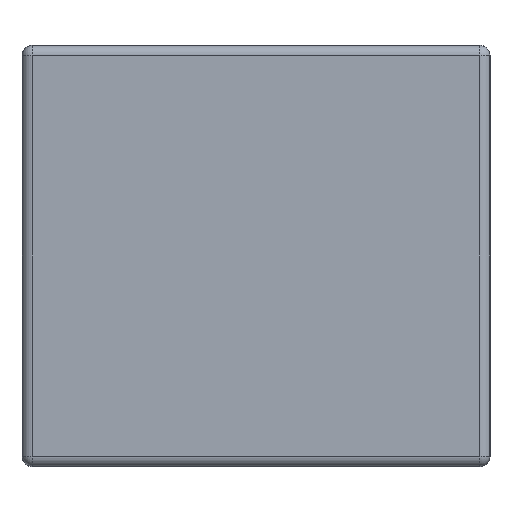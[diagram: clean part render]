
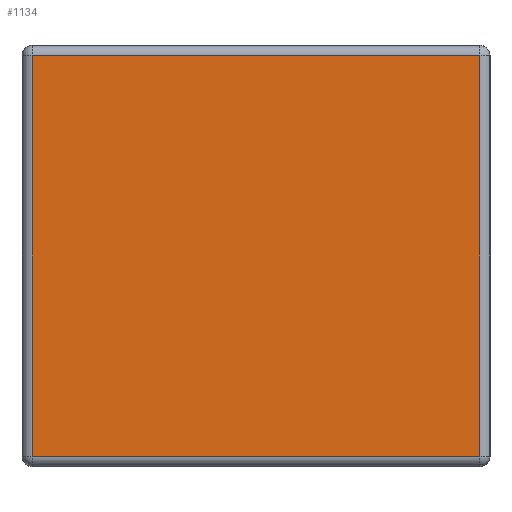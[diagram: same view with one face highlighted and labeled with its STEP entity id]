
A CAD part, left-side view. The second image highlights one B-rep face of the part: STEP entity #1134.
In plain terms, the highlighted planar face has unit normal (-1, 0, 0).
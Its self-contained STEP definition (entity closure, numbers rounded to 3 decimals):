
#37 = VERTEX_POINT ( 'NONE', #1094 ) ;
#77 = VECTOR ( 'NONE', #1747, 1000. ) ;
#318 = PLANE ( 'NONE',  #368 ) ;
#321 = CARTESIAN_POINT ( 'NONE',  ( -0.8, 0.88, 0.405 ) ) ;
#333 = EDGE_CURVE ( 'NONE', #409, #901, #416, .T. ) ;
#351 = DIRECTION ( 'NONE',  ( 1., 0., 0. ) ) ;
#368 = AXIS2_PLACEMENT_3D ( 'NONE', #728, #351, #1470 ) ;
#409 = VERTEX_POINT ( 'NONE', #1349 ) ;
#416 = LINE ( 'NONE', #1405, #990 ) ;
#435 = EDGE_LOOP ( 'NONE', ( #756, #885, #1023, #1077 ) ) ;
#439 = LINE ( 'NONE', #1310, #77 ) ;
#453 = CARTESIAN_POINT ( 'NONE',  ( -0.8, 0.88, -0.385 ) ) ;
#502 = CARTESIAN_POINT ( 'NONE',  ( -0.8, 0.02, 0.385 ) ) ;
#575 = VERTEX_POINT ( 'NONE', #453 ) ;
#619 = EDGE_CURVE ( 'NONE', #901, #37, #439, .T. ) ;
#646 = VECTOR ( 'NONE', #1210, 1000. ) ;
#728 = CARTESIAN_POINT ( 'NONE',  ( -0.8, 0.9, 0.405 ) ) ;
#756 = ORIENTED_EDGE ( 'NONE', *, *, #956, .T. ) ;
#878 = VECTOR ( 'NONE', #1282, 1000. ) ;
#885 = ORIENTED_EDGE ( 'NONE', *, *, #933, .T. ) ;
#901 = VERTEX_POINT ( 'NONE', #502 ) ;
#933 = EDGE_CURVE ( 'NONE', #575, #409, #983, .T. ) ;
#956 = EDGE_CURVE ( 'NONE', #37, #575, #1385, .T. ) ;
#983 = LINE ( 'NONE', #1754, #646 ) ;
#990 = VECTOR ( 'NONE', #1413, 1000. ) ;
#1023 = ORIENTED_EDGE ( 'NONE', *, *, #333, .T. ) ;
#1077 = ORIENTED_EDGE ( 'NONE', *, *, #619, .T. ) ;
#1094 = CARTESIAN_POINT ( 'NONE',  ( -0.8, 0.88, 0.385 ) ) ;
#1134 = ADVANCED_FACE ( 'NONE', ( #1688 ), #318, .F. ) ;
#1210 = DIRECTION ( 'NONE',  ( 0., -1., 0. ) ) ;
#1282 = DIRECTION ( 'NONE',  ( 0., 0., -1. ) ) ;
#1310 = CARTESIAN_POINT ( 'NONE',  ( -0.8, 0.9, 0.385 ) ) ;
#1349 = CARTESIAN_POINT ( 'NONE',  ( -0.8, 0.02, -0.385 ) ) ;
#1385 = LINE ( 'NONE', #321, #878 ) ;
#1405 = CARTESIAN_POINT ( 'NONE',  ( -0.8, 0.02, 0.385 ) ) ;
#1413 = DIRECTION ( 'NONE',  ( 0., 0., 1. ) ) ;
#1470 = DIRECTION ( 'NONE',  ( 0., 0., -1. ) ) ;
#1688 = FACE_OUTER_BOUND ( 'NONE', #435, .T. ) ;
#1747 = DIRECTION ( 'NONE',  ( 0., 1., 0. ) ) ;
#1754 = CARTESIAN_POINT ( 'NONE',  ( -0.8, 0.9, -0.385 ) ) ;
